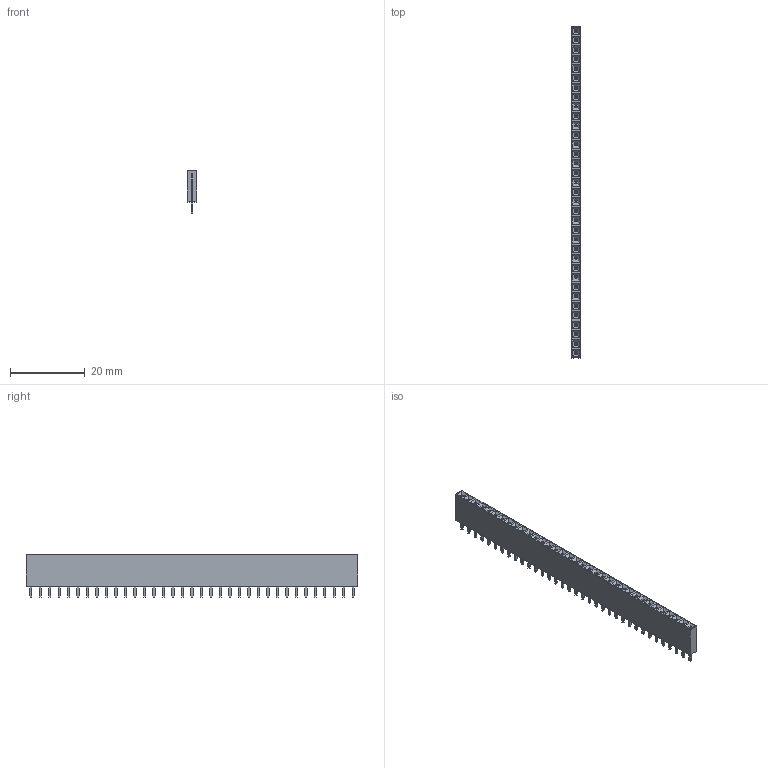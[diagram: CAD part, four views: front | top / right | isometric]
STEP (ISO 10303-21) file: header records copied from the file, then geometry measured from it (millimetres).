
FILE_DESCRIPTION(('FreeCAD Model'),'2;1');
FILE_NAME('Open CASCADE Shape Model','2023-05-12T03:20:00',( 'kicad StepUp'),('ksu MCAD'),'Open CASCADE STEP processor 7.6', 'FreeCAD','Unknown');
FILE_SCHEMA(('AUTOMOTIVE_DESIGN { 1 0 10303 214 1 1 1 1 }'));
Length unit declared in the file: millimetre
Products named in the file (37): Female_Header_1x35_P2.54_H8.5_straight; Pin_One034; Epoxy_Body034; Body642; Body643; Body644; Body645; Body646; Body647; Body648; Body649; Body650; Body639; Body651; Body652; Body653; Body654; Body655; Body656; Body657; Body658; Body659; Body660; Body661; Body662; Body663; Body664; Body665; Body666; Body667; Body668; Body669; Body670; Body671; Body672; Body673; Body674
Assembly tree (36 placements, depth 2):
  Female_Header_1x35_P2.54_H8.5_straight
    Pin_One034
    Epoxy_Body034
    Body642
    Body643
    Body644
    Body645
    Body646
    Body647
    Body648
    Body649
    Body650
    Body639
    Body651
    Body652
    Body653
    Body654
    Body655
    Body656
    Body657
    Body658
    Body659
    Body660
    Body661
    Body662
    Body663
    Body664
    Body665
    Body666
    Body667
    Body668
    Body669
    Body670
    Body671
    Body672
    Body673
    Body674
Bounding box: 2.5 x 88.9 x 11.5 mm (x, y, z)
Volume: 1634.9 mm3; surface area: 4732 mm2
Topology: 36 solids, 36 shells, 1412 faces, 3950 edges, 2610 vertices
Faces by surface type: plane 1025, cylinder 247, bspline 140
Entity records: 45829 total; most frequent: CARTESIAN_POINT 8569, ORIENTED_EDGE 7900, DIRECTION 6992, EDGE_CURVE 3950, LINE 3246, VECTOR 3246, VERTEX_POINT 2610, AXIS2_PLACEMENT_3D 1873
